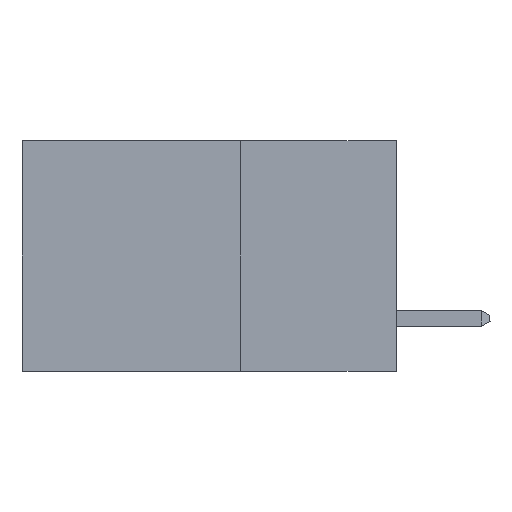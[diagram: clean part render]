
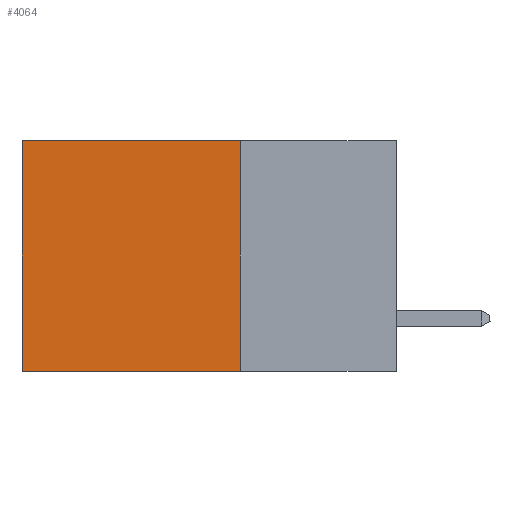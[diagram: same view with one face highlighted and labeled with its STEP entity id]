
A CAD part, left-side view. The second image highlights one B-rep face of the part: STEP entity #4064.
In plain terms, the highlighted planar face has unit normal (-1, 0, 0).
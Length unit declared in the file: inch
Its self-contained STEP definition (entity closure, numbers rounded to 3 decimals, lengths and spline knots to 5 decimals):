
#416 = ORIENTED_EDGE ( 'NONE', *, *, #3500, .T. ) ;
#419 = VECTOR ( 'NONE', #13044, 39.37008 ) ;
#1181 = LINE ( 'NONE', #3152, #419 ) ;
#2051 = VERTEX_POINT ( 'NONE', #11658 ) ;
#3152 = CARTESIAN_POINT ( 'NONE',  ( 0.298, 0.25, 0. ) ) ;
#3279 = LINE ( 'NONE', #14553, #3671 ) ;
#3450 = LINE ( 'NONE', #13648, #8019 ) ;
#3500 = EDGE_CURVE ( 'NONE', #2051, #13430, #3450, .T. ) ;
#3544 = DIRECTION ( 'NONE',  ( 1., 0., 0. ) ) ;
#3652 = PLANE ( 'NONE',  #7491 ) ;
#3671 = VECTOR ( 'NONE', #6018, 39.37008 ) ;
#4064 = ADVANCED_FACE ( 'NONE', ( #8534 ), #3652, .F. ) ;
#5283 = CARTESIAN_POINT ( 'NONE',  ( 0.298, 0.6, -0.37 ) ) ;
#5516 = CARTESIAN_POINT ( 'NONE',  ( 0.298, 0.6, 0. ) ) ;
#6018 = DIRECTION ( 'NONE',  ( 0., 1., 0. ) ) ;
#6345 = EDGE_CURVE ( 'NONE', #13430, #13405, #6929, .T. ) ;
#6929 = LINE ( 'NONE', #5516, #7318 ) ;
#7113 = DIRECTION ( 'NONE',  ( 0., 0., -1. ) ) ;
#7318 = VECTOR ( 'NONE', #7113, 39.37008 ) ;
#7491 = AXIS2_PLACEMENT_3D ( 'NONE', #10886, #3544, #15686 ) ;
#8019 = VECTOR ( 'NONE', #15699, 39.37008 ) ;
#8534 = FACE_OUTER_BOUND ( 'NONE', #12546, .T. ) ;
#10886 = CARTESIAN_POINT ( 'NONE',  ( 0.298, 0.25, 0. ) ) ;
#11216 = ORIENTED_EDGE ( 'NONE', *, *, #13123, .F. ) ;
#11507 = CARTESIAN_POINT ( 'NONE',  ( 0.298, 0.6, 0. ) ) ;
#11658 = CARTESIAN_POINT ( 'NONE',  ( 0.298, 0.25, 0. ) ) ;
#11799 = CARTESIAN_POINT ( 'NONE',  ( 0.298, 0.25, -0.37 ) ) ;
#12372 = EDGE_CURVE ( 'NONE', #2051, #15706, #1181, .T. ) ;
#12546 = EDGE_LOOP ( 'NONE', ( #15199, #11216, #12617, #416 ) ) ;
#12617 = ORIENTED_EDGE ( 'NONE', *, *, #12372, .F. ) ;
#13044 = DIRECTION ( 'NONE',  ( 0., 0., -1. ) ) ;
#13123 = EDGE_CURVE ( 'NONE', #15706, #13405, #3279, .T. ) ;
#13405 = VERTEX_POINT ( 'NONE', #5283 ) ;
#13430 = VERTEX_POINT ( 'NONE', #11507 ) ;
#13648 = CARTESIAN_POINT ( 'NONE',  ( 0.298, 0.25, 0. ) ) ;
#14553 = CARTESIAN_POINT ( 'NONE',  ( 0.298, 0.25, -0.37 ) ) ;
#15199 = ORIENTED_EDGE ( 'NONE', *, *, #6345, .T. ) ;
#15686 = DIRECTION ( 'NONE',  ( 0., 0., -1. ) ) ;
#15699 = DIRECTION ( 'NONE',  ( 0., 1., 0. ) ) ;
#15706 = VERTEX_POINT ( 'NONE', #11799 ) ;
